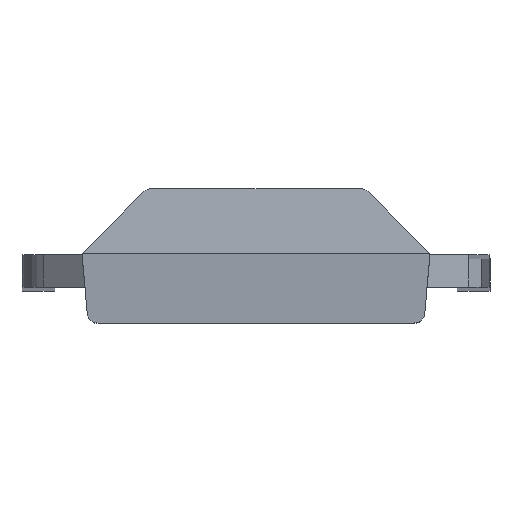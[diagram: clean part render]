
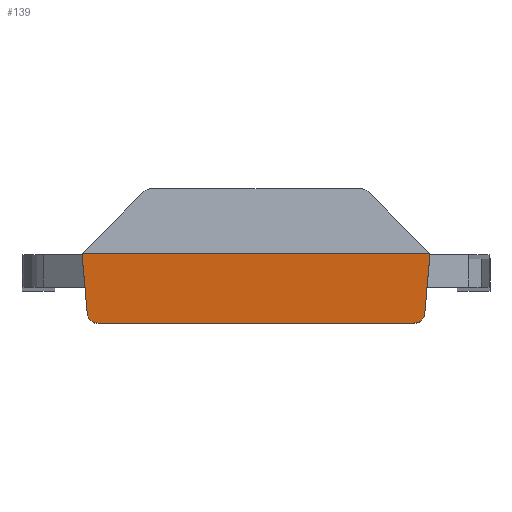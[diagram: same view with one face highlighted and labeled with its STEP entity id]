
A CAD part, top view. The second image highlights one B-rep face of the part: STEP entity #139.
In plain terms, the highlighted planar face has unit normal (0, -0.087, 0.996).
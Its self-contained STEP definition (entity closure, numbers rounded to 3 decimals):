
#139=ADVANCED_FACE('',(#196),#1055,.T.);
#196=FACE_OUTER_BOUND('',#253,.T.);
#253=EDGE_LOOP('',(#507,#508,#509,#510,#511,#512));
#507=ORIENTED_EDGE('',*,*,#707,.T.);
#508=ORIENTED_EDGE('',*,*,#711,.T.);
#509=ORIENTED_EDGE('',*,*,#705,.T.);
#510=ORIENTED_EDGE('',*,*,#710,.T.);
#511=ORIENTED_EDGE('',*,*,#709,.T.);
#512=ORIENTED_EDGE('',*,*,#708,.T.);
#705=EDGE_CURVE('',#997,#998,#873,.T.);
#707=EDGE_CURVE('',#999,#1000,#875,.T.);
#708=EDGE_CURVE('',#1001,#999,#876,.T.);
#709=EDGE_CURVE('',#1002,#1001,#877,.T.);
#710=EDGE_CURVE('',#998,#1002,#878,.T.);
#711=EDGE_CURVE('',#1000,#997,#879,.T.);
#873=B_SPLINE_CURVE_WITH_KNOTS('',1,(#1831,#1832),.UNSPECIFIED.,.F.,.F.,
(2,2),(0.,0.699),.UNSPECIFIED.);
#875=B_SPLINE_CURVE_WITH_KNOTS('',1,(#1835,#1836),.UNSPECIFIED.,.F.,.F.,
(2,2),(-0.699,0.),.UNSPECIFIED.);
#876=B_SPLINE_CURVE_WITH_KNOTS('',3,(#1837,#1838,#1839,#1840,#1841,#1842,
#1843),.UNSPECIFIED.,.F.,.F.,(4,1,1,1,4),(-0.191,-0.143,
-0.096,-0.048,0.),.UNSPECIFIED.);
#877=B_SPLINE_CURVE_WITH_KNOTS('',1,(#1844,#1845),.UNSPECIFIED.,.F.,.F.,
(2,2),(-3.686,0.),.UNSPECIFIED.);
#878=B_SPLINE_CURVE_WITH_KNOTS('',3,(#1846,#1847,#1848,#1849,#1850,#1851,
#1852),.UNSPECIFIED.,.F.,.F.,(4,1,1,1,4),(-0.191,-0.143,
-0.096,-0.048,0.),.UNSPECIFIED.);
#879=B_SPLINE_CURVE_WITH_KNOTS('',1,(#1853,#1854),.UNSPECIFIED.,.F.,.F.,
(2,2),(-4.06,0.),.UNSPECIFIED.);
#997=VERTEX_POINT('',#1785);
#998=VERTEX_POINT('',#1786);
#999=VERTEX_POINT('',#1787);
#1000=VERTEX_POINT('',#1788);
#1001=VERTEX_POINT('',#1789);
#1002=VERTEX_POINT('',#1790);
#1055=PLANE('',#1119);
#1119=AXIS2_PLACEMENT_3D('',#1695,#1168,$);
#1168=DIRECTION('',(0.,-0.087,0.996));
#1695=CARTESIAN_POINT('',(2.442,-1.496,1.369));
#1785=CARTESIAN_POINT('',(-2.03,0.,1.5));
#1786=CARTESIAN_POINT('',(-1.969,-0.694,1.439));
#1787=CARTESIAN_POINT('',(1.969,-0.694,1.439));
#1788=CARTESIAN_POINT('',(2.03,0.,1.5));
#1789=CARTESIAN_POINT('',(1.843,-0.81,1.429));
#1790=CARTESIAN_POINT('',(-1.843,-0.81,1.429));
#1831=CARTESIAN_POINT('',(-2.03,0.,1.5));
#1832=CARTESIAN_POINT('',(-1.969,-0.694,1.439));
#1835=CARTESIAN_POINT('',(1.969,-0.694,1.439));
#1836=CARTESIAN_POINT('',(2.03,0.,1.5));
#1837=CARTESIAN_POINT('',(1.843,-0.81,1.429));
#1838=CARTESIAN_POINT('',(1.862,-0.81,1.429));
#1839=CARTESIAN_POINT('',(1.894,-0.802,1.43));
#1840=CARTESIAN_POINT('',(1.93,-0.778,1.432));
#1841=CARTESIAN_POINT('',(1.957,-0.744,1.435));
#1842=CARTESIAN_POINT('',(1.968,-0.713,1.438));
#1843=CARTESIAN_POINT('',(1.969,-0.694,1.439));
#1844=CARTESIAN_POINT('',(-1.843,-0.81,1.429));
#1845=CARTESIAN_POINT('',(1.843,-0.81,1.429));
#1846=CARTESIAN_POINT('',(-1.969,-0.694,1.439));
#1847=CARTESIAN_POINT('',(-1.968,-0.713,1.438));
#1848=CARTESIAN_POINT('',(-1.957,-0.744,1.435));
#1849=CARTESIAN_POINT('',(-1.93,-0.778,1.432));
#1850=CARTESIAN_POINT('',(-1.894,-0.802,1.43));
#1851=CARTESIAN_POINT('',(-1.862,-0.81,1.429));
#1852=CARTESIAN_POINT('',(-1.843,-0.81,1.429));
#1853=CARTESIAN_POINT('',(2.03,0.,1.5));
#1854=CARTESIAN_POINT('',(-2.03,0.,1.5));
